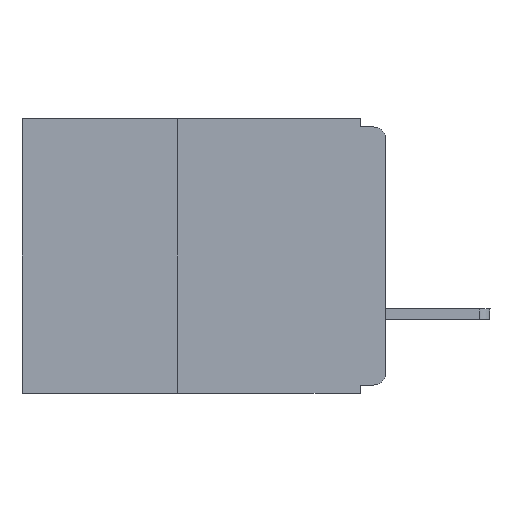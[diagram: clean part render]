
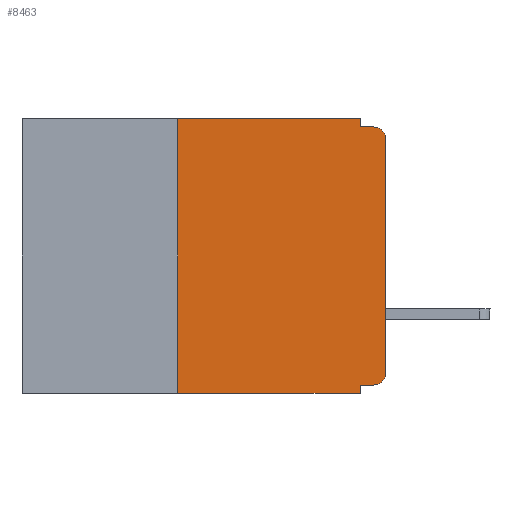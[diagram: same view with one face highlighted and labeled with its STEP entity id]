
A CAD part, left-side view. The second image highlights one B-rep face of the part: STEP entity #8463.
In plain terms, the highlighted planar face has unit normal (-1, 0, 0).
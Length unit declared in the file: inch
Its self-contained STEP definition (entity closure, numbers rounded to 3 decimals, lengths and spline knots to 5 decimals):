
#27 = VERTEX_POINT ( 'NONE', #4919 ) ;
#42 = VERTEX_POINT ( 'NONE', #769 ) ;
#99 = ORIENTED_EDGE ( 'NONE', *, *, #4734, .F. ) ;
#253 = AXIS2_PLACEMENT_3D ( 'NONE', #3410, #3457, #12033 ) ;
#600 = ORIENTED_EDGE ( 'NONE', *, *, #12456, .T. ) ;
#769 = CARTESIAN_POINT ( 'NONE',  ( 0., 0., -0.025 ) ) ;
#780 = DIRECTION ( 'NONE',  ( 0., 0., -1. ) ) ;
#1053 = EDGE_CURVE ( 'NONE', #7198, #3246, #8695, .T. ) ;
#1102 = VECTOR ( 'NONE', #8948, 39.37008 ) ;
#1126 = VECTOR ( 'NONE', #9696, 39.37008 ) ;
#1276 = VECTOR ( 'NONE', #7740, 39.37008 ) ;
#1353 = DIRECTION ( 'NONE',  ( 0., 0., -1. ) ) ;
#1356 = VECTOR ( 'NONE', #4668, 39.37008 ) ;
#1374 = CARTESIAN_POINT ( 'NONE',  ( 0., 0.015, -0.01 ) ) ;
#1492 = DIRECTION ( 'NONE',  ( -1., 0., 0. ) ) ;
#1898 = ORIENTED_EDGE ( 'NONE', *, *, #8361, .T. ) ;
#1909 = CARTESIAN_POINT ( 'NONE',  ( 0., 0.031, -0.33 ) ) ;
#1975 = CARTESIAN_POINT ( 'NONE',  ( 0., 0.031, 0. ) ) ;
#2202 = CARTESIAN_POINT ( 'NONE',  ( 0., 0., -0.01 ) ) ;
#2294 = VERTEX_POINT ( 'NONE', #13181 ) ;
#2322 = VERTEX_POINT ( 'NONE', #5732 ) ;
#2427 = EDGE_CURVE ( 'NONE', #3772, #7198, #8990, .T. ) ;
#2661 = EDGE_CURVE ( 'NONE', #27, #7439, #10667, .T. ) ;
#3020 = AXIS2_PLACEMENT_3D ( 'NONE', #4615, #1492, #1353 ) ;
#3246 = VERTEX_POINT ( 'NONE', #1374 ) ;
#3410 = CARTESIAN_POINT ( 'NONE',  ( 0., 0.437, 0. ) ) ;
#3457 = DIRECTION ( 'NONE',  ( 1., 0., 0. ) ) ;
#3693 = ORIENTED_EDGE ( 'NONE', *, *, #11030, .T. ) ;
#3772 = VERTEX_POINT ( 'NONE', #1975 ) ;
#3926 = DIRECTION ( 'NONE',  ( -1., 0., 0. ) ) ;
#4542 = EDGE_LOOP ( 'NONE', ( #1898, #600, #11088, #11617, #9099, #11511, #13063, #12932, #99, #3693 ) ) ;
#4581 = CARTESIAN_POINT ( 'NONE',  ( 0., 0., -0.305 ) ) ;
#4615 = CARTESIAN_POINT ( 'NONE',  ( 0., 0.015, -0.025 ) ) ;
#4668 = DIRECTION ( 'NONE',  ( 0., -1., 0. ) ) ;
#4734 = EDGE_CURVE ( 'NONE', #2294, #9906, #5795, .T. ) ;
#4919 = CARTESIAN_POINT ( 'NONE',  ( 0., 0.25, -0.33 ) ) ;
#5186 = DIRECTION ( 'NONE',  ( 0., 0., 1. ) ) ;
#5534 = LINE ( 'NONE', #11586, #7736 ) ;
#5732 = CARTESIAN_POINT ( 'NONE',  ( 0., 0.031, -0.33 ) ) ;
#5795 = LINE ( 'NONE', #13010, #1276 ) ;
#6404 = AXIS2_PLACEMENT_3D ( 'NONE', #10444, #3926, #780 ) ;
#6541 = PLANE ( 'NONE',  #253 ) ;
#6791 = CARTESIAN_POINT ( 'NONE',  ( 0., 0.437, 0. ) ) ;
#7198 = VERTEX_POINT ( 'NONE', #12713 ) ;
#7386 = LINE ( 'NONE', #6791, #1356 ) ;
#7439 = VERTEX_POINT ( 'NONE', #13403 ) ;
#7526 = VECTOR ( 'NONE', #11938, 39.37008 ) ;
#7736 = VECTOR ( 'NONE', #5186, 39.37008 ) ;
#7740 = DIRECTION ( 'NONE',  ( 0., 1., 0. ) ) ;
#7910 = CIRCLE ( 'NONE', #6404, 0.015 ) ;
#8010 = CARTESIAN_POINT ( 'NONE',  ( 0., 0.031, 0. ) ) ;
#8361 = EDGE_CURVE ( 'NONE', #13463, #42, #5534, .T. ) ;
#8463 = ADVANCED_FACE ( 'NONE', ( #11276 ), #6541, .F. ) ;
#8695 = LINE ( 'NONE', #2202, #7526 ) ;
#8876 = CARTESIAN_POINT ( 'NONE',  ( 0., 0.25, -0.33 ) ) ;
#8948 = DIRECTION ( 'NONE',  ( 0., 0., -1. ) ) ;
#8990 = LINE ( 'NONE', #8010, #1102 ) ;
#9099 = ORIENTED_EDGE ( 'NONE', *, *, #11231, .F. ) ;
#9231 = DIRECTION ( 'NONE',  ( 0., 0., 1. ) ) ;
#9696 = DIRECTION ( 'NONE',  ( 0., -1., 0. ) ) ;
#9828 = LINE ( 'NONE', #13914, #1126 ) ;
#9906 = VERTEX_POINT ( 'NONE', #13921 ) ;
#10444 = CARTESIAN_POINT ( 'NONE',  ( 0., 0.015, -0.305 ) ) ;
#10475 = DIRECTION ( 'NONE',  ( 0., 0., -1. ) ) ;
#10667 = LINE ( 'NONE', #8876, #13361 ) ;
#11030 = EDGE_CURVE ( 'NONE', #2294, #13463, #7910, .T. ) ;
#11088 = ORIENTED_EDGE ( 'NONE', *, *, #1053, .F. ) ;
#11231 = EDGE_CURVE ( 'NONE', #7439, #3772, #7386, .T. ) ;
#11276 = FACE_OUTER_BOUND ( 'NONE', #4542, .T. ) ;
#11511 = ORIENTED_EDGE ( 'NONE', *, *, #2661, .F. ) ;
#11586 = CARTESIAN_POINT ( 'NONE',  ( 0., 0., 0. ) ) ;
#11617 = ORIENTED_EDGE ( 'NONE', *, *, #2427, .F. ) ;
#11876 = VECTOR ( 'NONE', #10475, 39.37008 ) ;
#11938 = DIRECTION ( 'NONE',  ( 0., -1., 0. ) ) ;
#12033 = DIRECTION ( 'NONE',  ( 0., 0., -1. ) ) ;
#12456 = EDGE_CURVE ( 'NONE', #42, #3246, #12745, .T. ) ;
#12579 = LINE ( 'NONE', #1909, #11876 ) ;
#12713 = CARTESIAN_POINT ( 'NONE',  ( 0., 0.031, -0.01 ) ) ;
#12745 = CIRCLE ( 'NONE', #3020, 0.015 ) ;
#12932 = ORIENTED_EDGE ( 'NONE', *, *, #13052, .F. ) ;
#13010 = CARTESIAN_POINT ( 'NONE',  ( 0., 0., -0.32 ) ) ;
#13052 = EDGE_CURVE ( 'NONE', #9906, #2322, #12579, .T. ) ;
#13063 = ORIENTED_EDGE ( 'NONE', *, *, #13439, .T. ) ;
#13181 = CARTESIAN_POINT ( 'NONE',  ( 0., 0.015, -0.32 ) ) ;
#13361 = VECTOR ( 'NONE', #9231, 39.37008 ) ;
#13403 = CARTESIAN_POINT ( 'NONE',  ( 0., 0.25, 0. ) ) ;
#13439 = EDGE_CURVE ( 'NONE', #27, #2322, #9828, .T. ) ;
#13463 = VERTEX_POINT ( 'NONE', #4581 ) ;
#13914 = CARTESIAN_POINT ( 'NONE',  ( 0., 0.437, -0.33 ) ) ;
#13921 = CARTESIAN_POINT ( 'NONE',  ( 0., 0.031, -0.32 ) ) ;
